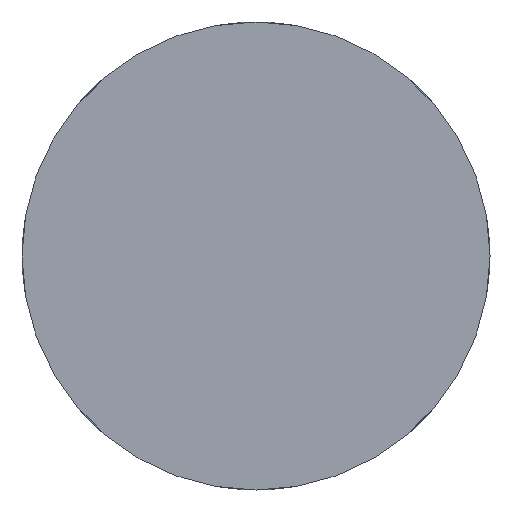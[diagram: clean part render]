
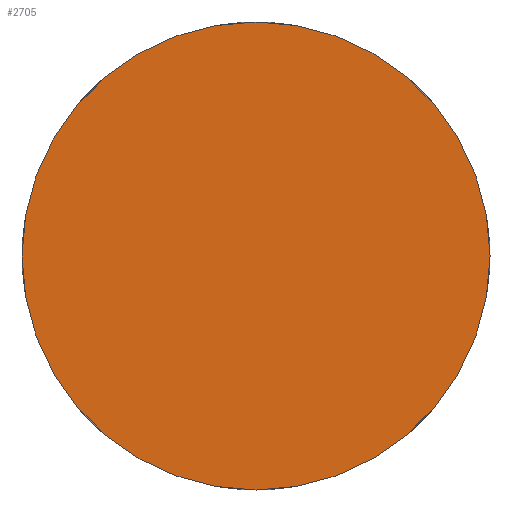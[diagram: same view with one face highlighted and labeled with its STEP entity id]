
A CAD part, front view. The second image highlights one B-rep face of the part: STEP entity #2705.
In plain terms, the highlighted planar face has unit normal (0, -1, 0).
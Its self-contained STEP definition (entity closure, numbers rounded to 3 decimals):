
#356 = CARTESIAN_POINT ( 'NONE',  ( 0., 0., -34.9 ) ) ;
#530 = EDGE_LOOP ( 'NONE', ( #1956, #748 ) ) ;
#748 = ORIENTED_EDGE ( 'NONE', *, *, #2316, .T. ) ;
#750 = DIRECTION ( 'NONE',  ( 0., -1., 0. ) ) ;
#963 = FACE_OUTER_BOUND ( 'NONE', #530, .T. ) ;
#1038 = CARTESIAN_POINT ( 'NONE',  ( 0., 0., 0. ) ) ;
#1142 = CIRCLE ( 'NONE', #2219, 34.9 ) ;
#1216 = EDGE_CURVE ( 'NONE', #2872, #2389, #1142, .T. ) ;
#1262 = CARTESIAN_POINT ( 'NONE',  ( 0., 0., 0. ) ) ;
#1293 = AXIS2_PLACEMENT_3D ( 'NONE', #1262, #750, #1757 ) ;
#1464 = CARTESIAN_POINT ( 'NONE',  ( 0., 0., 0. ) ) ;
#1498 = CIRCLE ( 'NONE', #1293, 34.9 ) ;
#1720 = PLANE ( 'NONE',  #1814 ) ;
#1757 = DIRECTION ( 'NONE',  ( 0., 0., -1. ) ) ;
#1814 = AXIS2_PLACEMENT_3D ( 'NONE', #1464, #3142, #2631 ) ;
#1956 = ORIENTED_EDGE ( 'NONE', *, *, #1216, .T. ) ;
#1967 = DIRECTION ( 'NONE',  ( 0., -1., 0. ) ) ;
#2034 = CARTESIAN_POINT ( 'NONE',  ( 0., 0., 34.9 ) ) ;
#2219 = AXIS2_PLACEMENT_3D ( 'NONE', #1038, #1967, #2534 ) ;
#2316 = EDGE_CURVE ( 'NONE', #2389, #2872, #1498, .T. ) ;
#2389 = VERTEX_POINT ( 'NONE', #2034 ) ;
#2534 = DIRECTION ( 'NONE',  ( 0., 0., -1. ) ) ;
#2631 = DIRECTION ( 'NONE',  ( 0., 0., 1. ) ) ;
#2705 = ADVANCED_FACE ( 'NONE', ( #963 ), #1720, .F. ) ;
#2872 = VERTEX_POINT ( 'NONE', #356 ) ;
#3142 = DIRECTION ( 'NONE',  ( 0., 1., 0. ) ) ;
